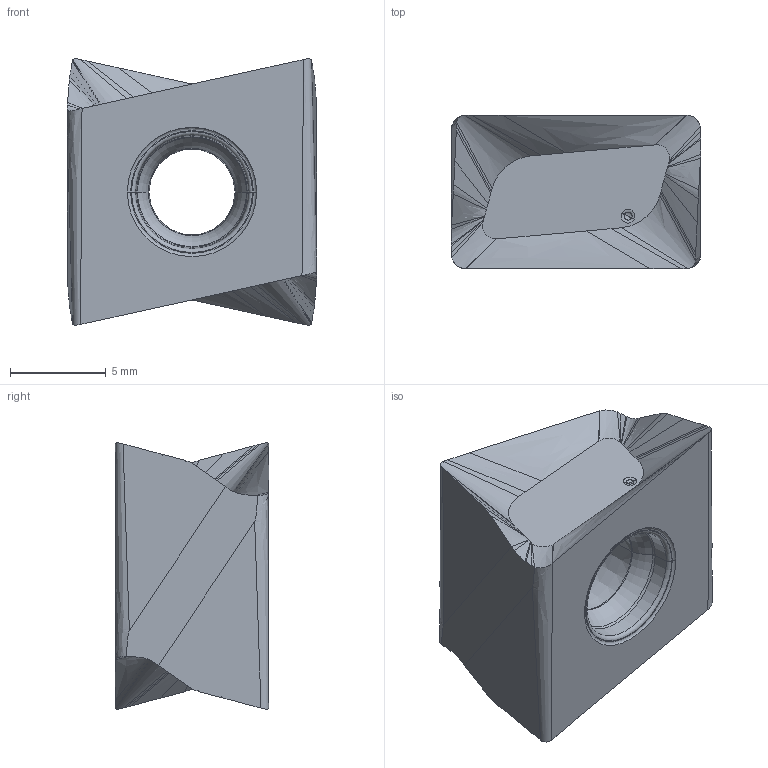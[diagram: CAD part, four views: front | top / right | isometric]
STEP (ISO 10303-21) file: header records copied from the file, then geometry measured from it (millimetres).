
FILE_DESCRIPTION((''),'2;1');
FILE_NAME('LNGU130804PNEL-M','2017-04-26T',('tlyk01'),('PTC Japan'),'CREO PARAMETRIC BY PTC INC, 2016260','CREO PARAMETRIC BY PTC INC, 2016260','');
FILE_SCHEMA(('AUTOMOTIVE_DESIGN { 1 0 10303 214 1 1 1 1 }'));
Length unit declared in the file: millimetre
Products named in the file (1): LNGU130804PNEL-M
Bounding box: 13 x 8 x 13.9 mm (x, y, z)
Volume: 784.1 mm3; surface area: 771.8 mm2
Topology: 1 solids, 1 shells, 124 faces, 312 edges, 189 vertices
Faces by surface type: bspline 72, torus 26, plane 12, cone 8, sphere 6
Entity records: 6385 total; most frequent: CARTESIAN_POINT 2825, ORIENTED_EDGE 612, DIRECTION 378, PRESENTATION_STYLE_ASSIGNMENT 309, STYLED_ITEM 309, CURVE_STYLE 308, EDGE_CURVE 306, VERTEX_POINT 189
